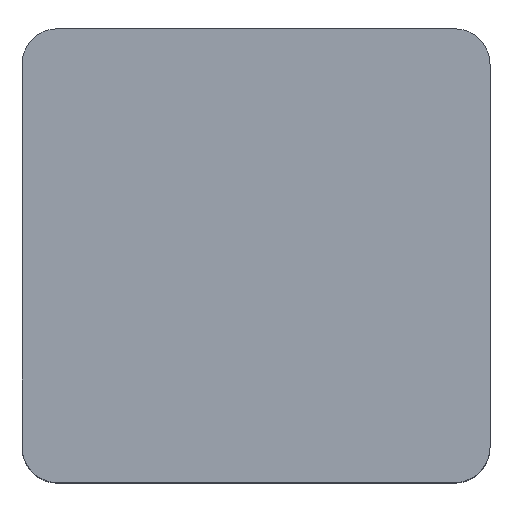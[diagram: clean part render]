
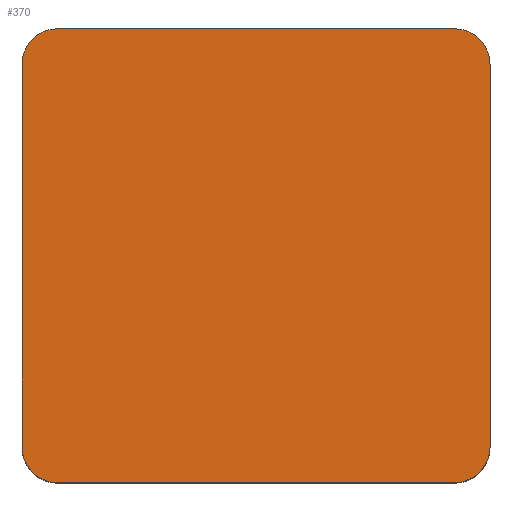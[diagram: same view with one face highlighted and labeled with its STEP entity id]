
A CAD part, top view. The second image highlights one B-rep face of the part: STEP entity #370.
In plain terms, the highlighted planar face has unit normal (0, 0, 1).
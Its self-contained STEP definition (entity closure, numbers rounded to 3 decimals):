
#13=CIRCLE('',#400,0.5);
#18=CIRCLE('',#408,0.5);
#19=CIRCLE('',#411,0.5);
#20=CIRCLE('',#413,0.5);
#52=FACE_OUTER_BOUND('',#74,.T.);
#74=EDGE_LOOP('',(#323,#324,#325,#326,#327,#328,#329,#330));
#103=LINE('',#586,#143);
#109=LINE('',#607,#149);
#113=LINE('',#618,#153);
#114=LINE('',#620,#154);
#143=VECTOR('',#479,10.);
#149=VECTOR('',#499,10.);
#153=VECTOR('',#513,10.);
#154=VECTOR('',#516,10.);
#171=VERTEX_POINT('',#573);
#172=VERTEX_POINT('',#574);
#176=VERTEX_POINT('',#584);
#182=VERTEX_POINT('',#600);
#183=VERTEX_POINT('',#601);
#184=VERTEX_POINT('',#606);
#185=VERTEX_POINT('',#610);
#186=VERTEX_POINT('',#614);
#211=EDGE_CURVE('',#171,#172,#13,.T.);
#217=EDGE_CURVE('',#171,#176,#103,.T.);
#224=EDGE_CURVE('',#182,#183,#18,.T.);
#227=EDGE_CURVE('',#184,#183,#109,.T.);
#229=EDGE_CURVE('',#184,#185,#19,.T.);
#231=EDGE_CURVE('',#186,#176,#20,.T.);
#233=EDGE_CURVE('',#186,#185,#113,.T.);
#234=EDGE_CURVE('',#182,#172,#114,.T.);
#323=ORIENTED_EDGE('',*,*,#211,.F.);
#324=ORIENTED_EDGE('',*,*,#217,.T.);
#325=ORIENTED_EDGE('',*,*,#231,.F.);
#326=ORIENTED_EDGE('',*,*,#233,.T.);
#327=ORIENTED_EDGE('',*,*,#229,.F.);
#328=ORIENTED_EDGE('',*,*,#227,.T.);
#329=ORIENTED_EDGE('',*,*,#224,.F.);
#330=ORIENTED_EDGE('',*,*,#234,.T.);
#348=PLANE('',#416);
#370=ADVANCED_FACE('',(#52),#348,.T.);
#400=AXIS2_PLACEMENT_3D('',#575,#469,#470);
#408=AXIS2_PLACEMENT_3D('',#602,#493,#494);
#411=AXIS2_PLACEMENT_3D('',#611,#503,#504);
#413=AXIS2_PLACEMENT_3D('',#615,#508,#509);
#416=AXIS2_PLACEMENT_3D('',#621,#517,#518);
#469=DIRECTION('center_axis',(0.,0.,-1.));
#470=DIRECTION('ref_axis',(-0.707,0.707,0.));
#479=DIRECTION('',(0.,-1.,0.));
#493=DIRECTION('center_axis',(0.,0.,-1.));
#494=DIRECTION('ref_axis',(0.707,0.707,0.));
#499=DIRECTION('',(0.,1.,0.));
#503=DIRECTION('center_axis',(0.,0.,-1.));
#504=DIRECTION('ref_axis',(0.707,-0.707,0.));
#508=DIRECTION('center_axis',(0.,0.,-1.));
#509=DIRECTION('ref_axis',(-0.707,-0.707,0.));
#513=DIRECTION('',(1.,0.,0.));
#516=DIRECTION('',(-1.,0.,0.));
#517=DIRECTION('center_axis',(0.,0.,1.));
#518=DIRECTION('ref_axis',(1.,0.,0.));
#573=CARTESIAN_POINT('',(-3.3,2.7,4.8));
#574=CARTESIAN_POINT('',(-2.8,3.2,4.8));
#575=CARTESIAN_POINT('Origin',(-2.8,2.7,4.8));
#584=CARTESIAN_POINT('',(-3.3,-2.7,4.8));
#586=CARTESIAN_POINT('',(-3.3,-3.2,4.8));
#600=CARTESIAN_POINT('',(2.8,3.2,4.8));
#601=CARTESIAN_POINT('',(3.3,2.7,4.8));
#602=CARTESIAN_POINT('Origin',(2.8,2.7,4.8));
#606=CARTESIAN_POINT('',(3.3,-2.7,4.8));
#607=CARTESIAN_POINT('',(3.3,3.2,4.8));
#610=CARTESIAN_POINT('',(2.8,-3.2,4.8));
#611=CARTESIAN_POINT('Origin',(2.8,-2.7,4.8));
#614=CARTESIAN_POINT('',(-2.8,-3.2,4.8));
#615=CARTESIAN_POINT('Origin',(-2.8,-2.7,4.8));
#618=CARTESIAN_POINT('',(3.3,-3.2,4.8));
#620=CARTESIAN_POINT('',(-3.3,3.2,4.8));
#621=CARTESIAN_POINT('Origin',(0.,0.,
4.8));
